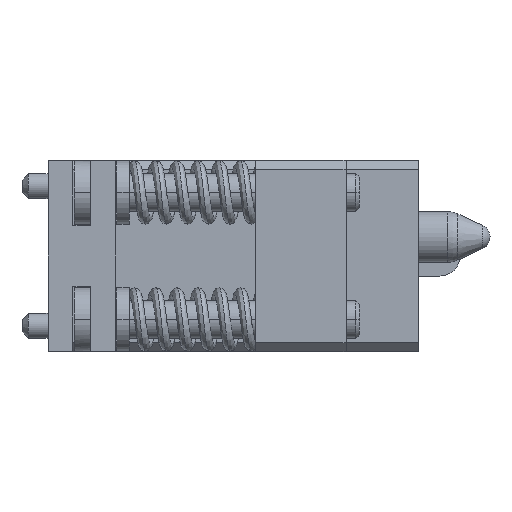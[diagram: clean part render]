
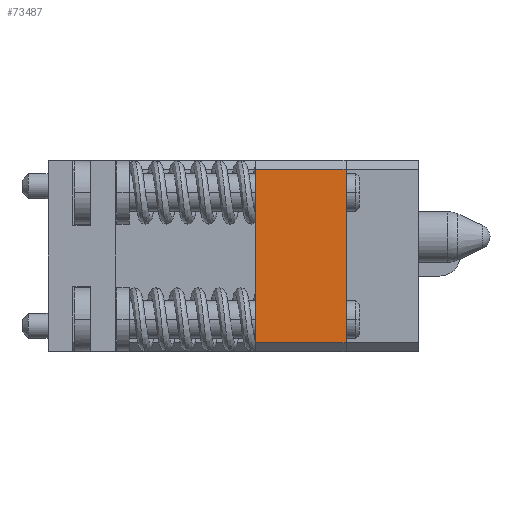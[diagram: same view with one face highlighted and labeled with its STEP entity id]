
A CAD part, left-side view. The second image highlights one B-rep face of the part: STEP entity #73487.
In plain terms, the highlighted planar face has unit normal (-1, 0, 0).
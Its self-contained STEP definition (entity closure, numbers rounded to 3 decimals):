
#160=DIRECTION('',(0.,0.,1.));
#161=VECTOR('',#160,13.63);
#162=CARTESIAN_POINT('',(-28.724,5.676,-6.815));
#163=LINE('',#162,#161);
#26520=DIRECTION('',(0.,-1.,0.));
#26521=VECTOR('',#26520,7.128);
#26522=CARTESIAN_POINT('',(-28.724,12.804,6.815));
#26523=LINE('',#26522,#26521);
#26528=DIRECTION('',(0.,0.,1.));
#26529=VECTOR('',#26528,13.63);
#26530=CARTESIAN_POINT('',(-28.724,12.804,-6.815));
#26531=LINE('',#26530,#26529);
#26540=DIRECTION('',(0.,-1.,0.));
#26541=VECTOR('',#26540,7.128);
#26542=CARTESIAN_POINT('',(-28.724,12.804,-6.815));
#26543=LINE('',#26542,#26541);
#27105=CARTESIAN_POINT('',(-28.724,12.804,-6.815));
#27106=CARTESIAN_POINT('',(-28.724,5.676,-6.815));
#27107=VERTEX_POINT('',#27105);
#27108=VERTEX_POINT('',#27106);
#27129=CARTESIAN_POINT('',(-28.724,12.804,6.815));
#27130=CARTESIAN_POINT('',(-28.724,5.676,6.815));
#27131=VERTEX_POINT('',#27129);
#27132=VERTEX_POINT('',#27130);
#73475=CARTESIAN_POINT('',(-28.724,12.78,-7.505));
#73476=DIRECTION('',(-1.,0.,0.));
#73477=DIRECTION('',(0.,-1.,0.));
#73478=AXIS2_PLACEMENT_3D('',#73475,#73476,#73477);
#73479=PLANE('',#73478);
#73481=ORIENTED_EDGE('',*,*,#73480,.F.);
#73482=ORIENTED_EDGE('',*,*,#37276,.T.);
#73483=ORIENTED_EDGE('',*,*,#73469,.T.);
#73484=ORIENTED_EDGE('',*,*,#34176,.F.);
#73485=EDGE_LOOP('',(#73481,#73482,#73483,#73484));
#73486=FACE_OUTER_BOUND('',#73485,.F.);
#73487=ADVANCED_FACE('',(#73486),#73479,.T.);
#34176=EDGE_CURVE('',#27108,#27132,#163,.T.);
#37276=EDGE_CURVE('',#27107,#27131,#26531,.T.);
#73469=EDGE_CURVE('',#27131,#27132,#26523,.T.);
#73480=EDGE_CURVE('',#27107,#27108,#26543,.T.);
